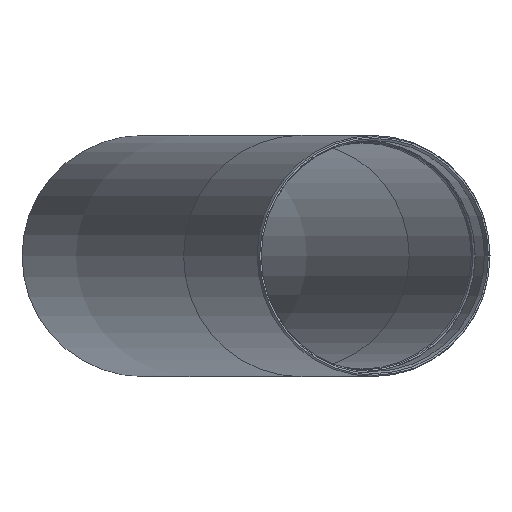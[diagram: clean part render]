
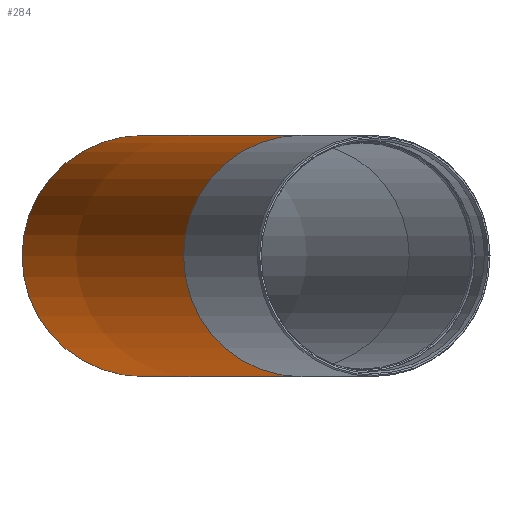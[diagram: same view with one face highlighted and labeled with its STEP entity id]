
A CAD part, left-side view. The second image highlights one B-rep face of the part: STEP entity #284.
In plain terms, the highlighted toroidal (fillet/blend) face has major radius 500 mm and minor radius 12.5 mm.
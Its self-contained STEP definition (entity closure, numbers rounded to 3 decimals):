
#56=FACE_OUTER_BOUND('',#76,.T.);
#76=EDGE_LOOP('',(#197,#198,#199,#200));
#100=CIRCLE('',#331,12.5);
#101=CIRCLE('',#332,487.5);
#102=CIRCLE('',#333,12.5);
#129=VERTEX_POINT('',#498);
#130=VERTEX_POINT('',#500);
#154=EDGE_CURVE('',#129,#129,#100,.T.);
#155=EDGE_CURVE('',#129,#130,#101,.T.);
#156=EDGE_CURVE('',#130,#130,#102,.T.);
#197=ORIENTED_EDGE('',*,*,#154,.T.);
#198=ORIENTED_EDGE('',*,*,#155,.T.);
#199=ORIENTED_EDGE('',*,*,#156,.F.);
#200=ORIENTED_EDGE('',*,*,#155,.F.);
#278=TOROIDAL_SURFACE('',#330,500.,12.5);
#284=ADVANCED_FACE('',(#56),#278,.T.);
#330=AXIS2_PLACEMENT_3D('',#497,#386,#387);
#331=AXIS2_PLACEMENT_3D('',#499,#388,#389);
#332=AXIS2_PLACEMENT_3D('',#501,#390,#391);
#333=AXIS2_PLACEMENT_3D('',#502,#392,#393);
#386=DIRECTION('center_axis',(0.,0.,-1.));
#387=DIRECTION('ref_axis',(-1.,0.,0.));
#388=DIRECTION('center_axis',(-0.966,0.259,0.));
#389=DIRECTION('ref_axis',(0.259,0.966,0.));
#390=DIRECTION('center_axis',(0.,0.,1.));
#391=DIRECTION('ref_axis',(-1.,0.,0.));
#392=DIRECTION('center_axis',(-0.966,-0.259,0.));
#393=DIRECTION('ref_axis',(0.259,-0.966,0.));
#497=CARTESIAN_POINT('Origin',(164.097,-472.031,0.));
#498=CARTESIAN_POINT('',(290.272,-1.142,0.));
#499=CARTESIAN_POINT('Origin',(293.507,10.932,0.));
#500=CARTESIAN_POINT('',(37.923,-1.142,0.));
#501=CARTESIAN_POINT('Origin',(164.097,-472.031,0.));
#502=CARTESIAN_POINT('Origin',(34.688,10.932,0.));
